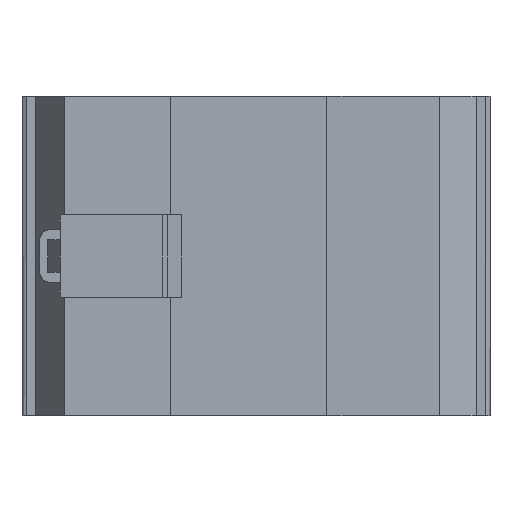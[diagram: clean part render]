
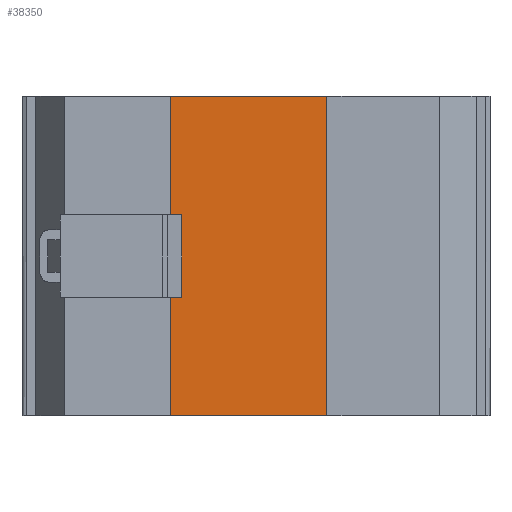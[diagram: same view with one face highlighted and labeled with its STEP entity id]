
A CAD part, front view. The second image highlights one B-rep face of the part: STEP entity #38350.
In plain terms, the highlighted face is planar.
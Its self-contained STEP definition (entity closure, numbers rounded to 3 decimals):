
#32900=CARTESIAN_POINT('',(-780.047,-33.75,731.047));
#32910=CARTESIAN_POINT('',(780.047,-33.75,731.047));
#32920=CARTESIAN_POINT('',(-780.047,-33.75,-834.247));
#32930=CARTESIAN_POINT('',(780.047,-33.75,-834.247));
#32940=B_SPLINE_SURFACE_WITH_KNOTS('',1,1,((#32900,#32920),(#32910,
#32930)),.UNSPECIFIED.,.F.,.F.,.F.,(2,2),(2,2),(-780.047,
780.047),(-731.047,834.247),.UNSPECIFIED.);
#33100=CARTESIAN_POINT('',(18.1,-33.75,-4.));
#33110=VERTEX_POINT('',#33100);
#33140=CARTESIAN_POINT('',(18.1,0.,-4.));
#33150=DIRECTION('',(0.,-1.,0.));
#33160=VECTOR('',#33150,1.);
#33170=LINE('',#33140,#33160);
#33180=CARTESIAN_POINT('',(18.1,33.75,-4.));
#33190=VERTEX_POINT('',#33180);
#33200=EDGE_CURVE('',#33190,#33110,#33170,.T.);
#33420=CARTESIAN_POINT('',(-17.5,33.75,-4.));
#33430=VERTEX_POINT('',#33420);
#34170=CARTESIAN_POINT('',(18.1,33.75,-4.));
#34180=DIRECTION('',(-1.,0.,0.));
#34190=VECTOR('',#34180,1.);
#34200=LINE('',#34170,#34190);
#34210=EDGE_CURVE('',#33190,#33430,#34200,.T.);
#35260=CARTESIAN_POINT('',(-17.5,0.,-4.));
#35270=DIRECTION('',(0.,-1.,0.));
#35280=VECTOR('',#35270,1.);
#35290=LINE('',#35260,#35280);
#35300=CARTESIAN_POINT('',(-17.5,-33.75,-4.));
#35310=VERTEX_POINT('',#35300);
#35320=EDGE_CURVE('',#33430,#35310,#35290,.T.);
#38080=CARTESIAN_POINT('',(12.449,-33.75,-4.));
#38090=DIRECTION('',(0.,0.,1.));
#38100=DIRECTION('',(1.,0.,0.));
#38110=AXIS2_PLACEMENT_3D('',#38080,#38090,#38100);
#38120=PLANE('',#38110);
#38130=ORIENTED_EDGE('',*,*,#35320,.T.);
#38140=ORIENTED_EDGE('',*,*,#34210,.T.);
#38150=ORIENTED_EDGE('',*,*,#33200,.F.);
#38160=CARTESIAN_POINT('',(-17.5,-33.75,-4.));
#38170=CARTESIAN_POINT('',(-14.533,-33.75,-4.));
#38180=CARTESIAN_POINT('',(-11.567,-33.75,-4.));
#38190=CARTESIAN_POINT('',(-8.6,-33.75,-4.));
#38200=CARTESIAN_POINT('',(-5.633,-33.75,-4.));
#38210=CARTESIAN_POINT('',(-2.667,-33.75,-4.));
#38220=CARTESIAN_POINT('',(0.3,-33.75,-4.));
#38230=CARTESIAN_POINT('',(3.267,-33.75,-4.));
#38240=CARTESIAN_POINT('',(6.233,-33.75,-4.));
#38250=CARTESIAN_POINT('',(9.2,-33.75,-4.));
#38260=CARTESIAN_POINT('',(12.167,-33.75,-4.));
#38270=CARTESIAN_POINT('',(15.133,-33.75,-4.));
#38280=CARTESIAN_POINT('',(18.1,-33.75,-4.));
#38290=B_SPLINE_CURVE_WITH_KNOTS('',3,(#38160,#38170,#38180,#38190,
#38200,#38210,#38220,#38230,#38240,#38250,#38260,#38270,#38280),
.UNSPECIFIED.,.F.,.F.,(4,3,3,3,4),(0.,8.9,17.8,
26.7,35.6),.UNSPECIFIED.);
#38300=SURFACE_CURVE('',#38290,(#32940,#38120),.CURVE_3D.);
#38310=EDGE_CURVE('',#35310,#33110,#38300,.T.);
#38320=ORIENTED_EDGE('',*,*,#38310,.T.);
#38330=EDGE_LOOP('',(#38320,#38150,#38140,#38130));
#38340=FACE_OUTER_BOUND('',#38330,.T.);
#38350=ADVANCED_FACE('',(#38340),#38120,.T.);
